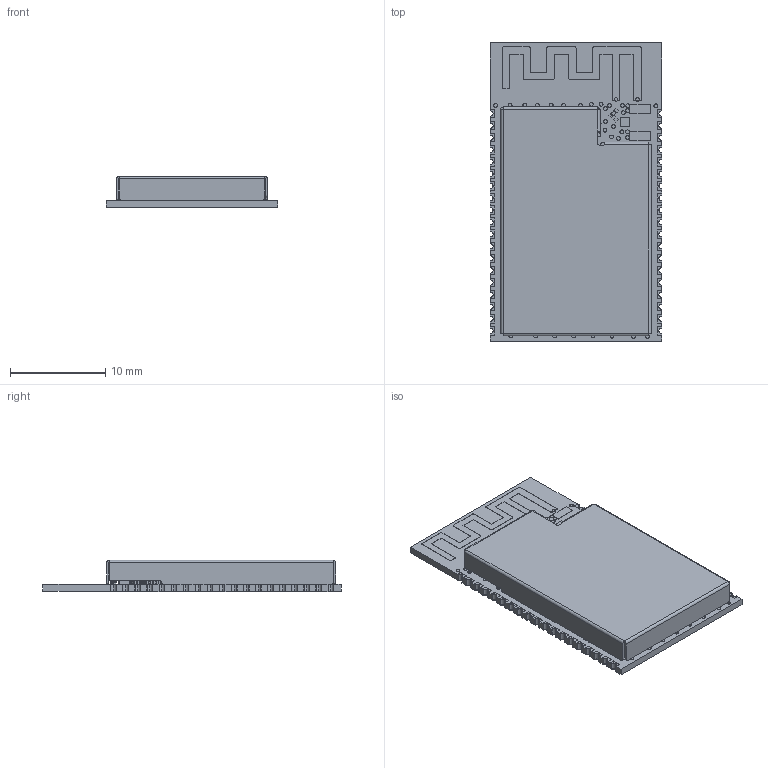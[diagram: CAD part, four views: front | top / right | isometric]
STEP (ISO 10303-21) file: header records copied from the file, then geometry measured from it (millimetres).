
FILE_DESCRIPTION (( 'STEP AP214' ), '1' );
FILE_NAME ('ESP32-WROVER-E.STEP', '2021-03-03T11:34:29', ( 'madcow' ), ( 'Microsoft' ), 'SwSTEP 2.0', 'SolidWorks 2019', '' );
FILE_SCHEMA (( 'AUTOMOTIVE_DESIGN' ));
Length unit declared in the file: millimetre
Products named in the file (718): uid__1-651^DesignRootModel_PCB_ESP32-WROVER-E_V1(2)_PCB_ESP32-WROVER-E_V1; SOIC8_208_20210301.STEP^SOIC8_208_20210301.STEP_Submodel-SOIC08-WN_part_DesignRootModel_PCB_ESP32-WROVER-E_V1(2)_PCB_ESP32-WROVER-E_V1; uid__4-95^DesignRootModel_PCB_ESP32-WROVER-E_V1(2)_PCB_ESP32-WROVER-E_V1; uid__4-176^DesignRootModel_PCB_ESP32-WROVER-E_V1(2)_PCB_ESP32-WROVER-E_V1; uid__1-327^DesignRootModel_PCB_ESP32-WROVER-E_V1(2)_PCB_ESP32-WROVER-E_V1; uid__1-422^DesignRootModel_PCB_ESP32-WROVER-E_V1(2)_PCB_ESP32-WROVER-E_V1; uid__1-503^DesignRootModel_PCB_ESP32-WROVER-E_V1(2)_PCB_ESP32-WROVER-E_V1; uid__1-584^DesignRootModel_PCB_ESP32-WROVER-E_V1(2)_PCB_ESP32-WROVER-E_V1; uid__1-665^DesignRootModel_PCB_ESP32-WROVER-E_V1(2)_PCB_ESP32-WROVER-E_V1; Submodel-C0201_part^DesignRootModel_PCB_ESP32-WROVER-E_V1(2)_PCB_ESP32-WROVER-E_V1; uid__4-28^DesignRootModel_PCB_ESP32-WROVER-E_V1(2)_PCB_ESP32-WROVER-E_V1; uid__4-109^DesignRootModel_PCB_ESP32-WROVER-E_V1(2)_PCB_ESP32-WROVER-E_V1; uid__4-190^DesignRootModel_PCB_ESP32-WROVER-E_V1(2)_PCB_ESP32-WROVER-E_V1; uid__1-341^DesignRootModel_PCB_ESP32-WROVER-E_V1(2)_PCB_ESP32-WROVER-E_V1; uid__1-436^DesignRootModel_PCB_ESP32-WROVER-E_V1(2)_PCB_ESP32-WROVER-E_V1; uid__1-517^DesignRootModel_PCB_ESP32-WROVER-E_V1(2)_PCB_ESP32-WROVER-E_V1; uid__1-598^DesignRootModel_PCB_ESP32-WROVER-E_V1(2)_PCB_ESP32-WROVER-E_V1; uid__1-679^DesignRootModel_PCB_ESP32-WROVER-E_V1(2)_PCB_ESP32-WROVER-E_V1; uid__4-42^DesignRootModel_PCB_ESP32-WROVER-E_V1(2)_PCB_ESP32-WROVER-E_V1; uid__4-123^DesignRootModel_PCB_ESP32-WROVER-E_V1(2)_PCB_ESP32-WROVER-E_V1; uid__4-218^DesignRootModel_PCB_ESP32-WROVER-E_V1(2)_PCB_ESP32-WROVER-E_V1; uid__4-204^DesignRootModel_PCB_ESP32-WROVER-E_V1(2)_PCB_ESP32-WROVER-E_V1; uid__1-355^DesignRootModel_PCB_ESP32-WROVER-E_V1(2)_PCB_ESP32-WROVER-E_V1; uid__1-450^DesignRootModel_PCB_ESP32-WROVER-E_V1(2)_PCB_ESP32-WROVER-E_V1; uid__1-531^DesignRootModel_PCB_ESP32-WROVER-E_V1(2)_PCB_ESP32-WROVER-E_V1; uid__1-612^DesignRootModel_PCB_ESP32-WROVER-E_V1(2)_PCB_ESP32-WROVER-E_V1; ESP32-WROVER_shielding_case_20210303; Submodel-QFN48EB_0P35_5_part^DesignRootModel_PCB_ESP32-WROVER-E_V1(2)_PCB_ESP32-WROVER-E_V1; uid__4-56^DesignRootModel_PCB_ESP32-WROVER-E_V1(2)_PCB_ESP32-WROVER-E_V1; uid__4-137^DesignRootModel_PCB_ESP32-WROVER-E_V1(2)_PCB_ESP32-WROVER-E_V1; uid__4-232^DesignRootModel_PCB_ESP32-WROVER-E_V1(2)_PCB_ESP32-WROVER-E_V1; uid__1-383^DesignRootModel_PCB_ESP32-WROVER-E_V1(2)_PCB_ESP32-WROVER-E_V1; uid__1-369^DesignRootModel_PCB_ESP32-WROVER-E_V1(2)_PCB_ESP32-WROVER-E_V1; uid__1-464^DesignRootModel_PCB_ESP32-WROVER-E_V1(2)_PCB_ESP32-WROVER-E_V1; uid__1-545^DesignRootModel_PCB_ESP32-WROVER-E_V1(2)_PCB_ESP32-WROVER-E_V1; uid__1-626^DesignRootModel_PCB_ESP32-WROVER-E_V1(2)_PCB_ESP32-WROVER-E_V1; Submodel-R0201_part^DesignRootModel_PCB_ESP32-WROVER-E_V1(2)_PCB_ESP32-WROVER-E_V1; uid__4-70^DesignRootModel_PCB_ESP32-WROVER-E_V1(2)_PCB_ESP32-WROVER-E_V1; uid__4-151^DesignRootModel_PCB_ESP32-WROVER-E_V1(2)_PCB_ESP32-WROVER-E_V1; uid__4-246^DesignRootModel_PCB_ESP32-WROVER-E_V1(2)_PCB_ESP32-WROVER-E_V1 ...
Assembly tree (777 placements, depth 6):
  ESP32-WROVER-E
    PCB_ESP32-WROVER-E_V1(2)^PCB_ESP32-WROVER-E_V1
      DesignRootModel^PCB_ESP32-WROVER-E_V1(2)_PCB_ESP32-WROVER-E_V1
        Submodel-C0201_part^DesignRootModel_PCB_ESP32-WROVER-E_V1(2)_PCB_ESP32-WROVER-E_V1
          C0201_20210301.STEP^Submodel-C0201_part_DesignRootModel_PCB_ESP32-WROVER-E_V1(2)_PCB_ESP32-WROVER-E_V1
            C0201_20210301.STEP^C0201_20210301.STEP_Submodel-C0201_part_DesignRootModel_PCB_ESP32-WROVER-E_V1(2)_PCB_ESP32-WROVER-E_V1
        Submodel-C0201_part^DesignRootModel_PCB_ESP32-WROVER-E_V1(2)_PCB_ESP32-WROVER-E_V1
          C0201_20210301.STEP^Submodel-C0201_part_DesignRootModel_PCB_ESP32-WROVER-E_V1(2)_PCB_ESP32-WROVER-E_V1
            C0201_20210301.STEP^C0201_20210301.STEP_Submodel-C0201_part_DesignRootModel_PCB_ESP32-WROVER-E_V1(2)_PCB_ESP32-WROVER-E_V1
        Submodel-C0201_part^DesignRootModel_PCB_ESP32-WROVER-E_V1(2)_PCB_ESP32-WROVER-E_V1
          C0201_20210301.STEP^Submodel-C0201_part_DesignRootModel_PCB_ESP32-WROVER-E_V1(2)_PCB_ESP32-WROVER-E_V1
            C0201_20210301.STEP^C0201_20210301.STEP_Submodel-C0201_part_DesignRootModel_PCB_ESP32-WROVER-E_V1(2)_PCB_ESP32-WROVER-E_V1
        Submodel-C0201_part^DesignRootModel_PCB_ESP32-WROVER-E_V1(2)_PCB_ESP32-WROVER-E_V1
          C0201_20210301.STEP^Submodel-C0201_part_DesignRootModel_PCB_ESP32-WROVER-E_V1(2)_PCB_ESP32-WROVER-E_V1
            C0201_20210301.STEP^C0201_20210301.STEP_Submodel-C0201_part_DesignRootModel_PCB_ESP32-WROVER-E_V1(2)_PCB_ESP32-WROVER-E_V1
        Submodel-C0201_part^DesignRootModel_PCB_ESP32-WROVER-E_V1(2)_PCB_ESP32-WROVER-E_V1
          C0201_20210301.STEP^Submodel-C0201_part_DesignRootModel_PCB_ESP32-WROVER-E_V1(2)_PCB_ESP32-WROVER-E_V1
            C0201_20210301.STEP^C0201_20210301.STEP_Submodel-C0201_part_DesignRootModel_PCB_ESP32-WROVER-E_V1(2)_PCB_ESP32-WROVER-E_V1
        Submodel-C0201_part^DesignRootModel_PCB_ESP32-WROVER-E_V1(2)_PCB_ESP32-WROVER-E_V1
          C0201_20210301.STEP^Submodel-C0201_part_DesignRootModel_PCB_ESP32-WROVER-E_V1(2)_PCB_ESP32-WROVER-E_V1
            C0201_20210301.STEP^C0201_20210301.STEP_Submodel-C0201_part_DesignRootModel_PCB_ESP32-WROVER-E_V1(2)_PCB_ESP32-WROVER-E_V1
        Submodel-C0201_part^DesignRootModel_PCB_ESP32-WROVER-E_V1(2)_PCB_ESP32-WROVER-E_V1
          C0201_20210301.STEP^Submodel-C0201_part_DesignRootModel_PCB_ESP32-WROVER-E_V1(2)_PCB_ESP32-WROVER-E_V1
            C0201_20210301.STEP^C0201_20210301.STEP_Submodel-C0201_part_DesignRootModel_PCB_ESP32-WROVER-E_V1(2)_PCB_ESP32-WROVER-E_V1
        Submodel-C0201_part^DesignRootModel_PCB_ESP32-WROVER-E_V1(2)_PCB_ESP32-WROVER-E_V1
          C0201_20210301.STEP^Submodel-C0201_part_DesignRootModel_PCB_ESP32-WROVER-E_V1(2)_PCB_ESP32-WROVER-E_V1
            C0201_20210301.STEP^C0201_20210301.STEP_Submodel-C0201_part_DesignRootModel_PCB_ESP32-WROVER-E_V1(2)_PCB_ESP32-WROVER-E_V1
        Submodel-C0201_part^DesignRootModel_PCB_ESP32-WROVER-E_V1(2)_PCB_ESP32-WROVER-E_V1
          C0201_20210301.STEP^Submodel-C0201_part_DesignRootModel_PCB_ESP32-WROVER-E_V1(2)_PCB_ESP32-WROVER-E_V1
            C0201_20210301.STEP^C0201_20210301.STEP_Submodel-C0201_part_DesignRootModel_PCB_ESP32-WROVER-E_V1(2)_PCB_ESP32-WROVER-E_V1
        Submodel-C0201_part^DesignRootModel_PCB_ESP32-WROVER-E_V1(2)_PCB_ESP32-WROVER-E_V1
          C0201_20210301.STEP^Submodel-C0201_part_DesignRootModel_PCB_ESP32-WROVER-E_V1(2)_PCB_ESP32-WROVER-E_V1
            C0201_20210301.STEP^C0201_20210301.STEP_Submodel-C0201_part_DesignRootModel_PCB_ESP32-WROVER-E_V1(2)_PCB_ESP32-WROVER-E_V1
        Submodel-C0201_part^DesignRootModel_PCB_ESP32-WROVER-E_V1(2)_PCB_ESP32-WROVER-E_V1
          C0201_20210301.STEP^Submodel-C0201_part_DesignRootModel_PCB_ESP32-WROVER-E_V1(2)_PCB_ESP32-WROVER-E_V1
            C0201_20210301.STEP^C0201_20210301.STEP_Submodel-C0201_part_DesignRootModel_PCB_ESP32-WROVER-E_V1(2)_PCB_ESP32-WROVER-E_V1
        Submodel-C0201_part^DesignRootModel_PCB_ESP32-WROVER-E_V1(2)_PCB_ESP32-WROVER-E_V1
          C0201_20210301.STEP^Submodel-C0201_part_DesignRootModel_PCB_ESP32-WROVER-E_V1(2)_PCB_ESP32-WROVER-E_V1
            C0201_20210301.STEP^C0201_20210301.STEP_Submodel-C0201_part_DesignRootModel_PCB_ESP32-WROVER-E_V1(2)_PCB_ESP32-WROVER-E_V1
        Submodel-C0201_part^DesignRootModel_PCB_ESP32-WROVER-E_V1(2)_PCB_ESP32-WROVER-E_V1
          C0201_20210301.STEP^Submodel-C0201_part_DesignRootModel_PCB_ESP32-WROVER-E_V1(2)_PCB_ESP32-WROVER-E_V1
            C0201_20210301.STEP^C0201_20210301.STEP_Submodel-C0201_part_DesignRootModel_PCB_ESP32-WROVER-E_V1(2)_PCB_ESP32-WROVER-E_V1
        Submodel-C0201_part^DesignRootModel_PCB_ESP32-WROVER-E_V1(2)_PCB_ESP32-WROVER-E_V1
          C0201_20210301.STEP^Submodel-C0201_part_DesignRootModel_PCB_ESP32-WROVER-E_V1(2)_PCB_ESP32-WROVER-E_V1
            C0201_20210301.STEP^C0201_20210301.STEP_Submodel-C0201_part_DesignRootModel_PCB_ESP32-WROVER-E_V1(2)_PCB_ESP32-WROVER-E_V1
        Submodel-SOD882_part^DesignRootModel_PCB_ESP32-WROVER-E_V1(2)_PCB_ESP32-WROVER-E_V1
          DFN1006.STEP^Submodel-SOD882_part_DesignRootModel_PCB_ESP32-WROVER-E_V1(2)_PCB_ESP32-WROVER-E_V1
            DFN1006.STEP^DFN1006.STEP_Submodel-SOD882_part_DesignRootModel_PCB_ESP32-WROVER-E_V1(2)_PCB_ESP32-WROVER-E_V1
        Submodel-QFN48EB_0P35_5_part^DesignRootModel_PCB_ESP32-WROVER-E_V1(2)_PCB_ESP32-WROVER-E_V1
          ESP32_5x5_20210301.STEP^Submodel-QFN48EB_0P35_5_part_DesignRootModel_PCB_ESP32-WROVER-E_V1(2)_PCB_ESP32-WROVER-E_V1
            ESP32_5x5_20210301.STEP^ESP32_5x5_20210301.STEP_Submodel-QFN48EB_0P35_5_part_DesignRootModel_PCB_ESP32-WROVER-E_V1(2)_PCB_ESP32-WROVER-E_V1
        Submodel-C0402_part^DesignRootModel_PCB_ESP32-WROVER-E_V1(2)_PCB_ESP32-WROVER-E_V1
          C0402_20210301.STEP^Submodel-C0402_part_DesignRootModel_PCB_ESP32-WROVER-E_V1(2)_PCB_ESP32-WROVER-E_V1
            C0402_20210301.STEP^C0402_20210301.STEP_Submodel-C0402_part_DesignRootModel_PCB_ESP32-WROVER-E_V1(2)_PCB_ESP32-WROVER-E_V1
        Submodel-MINI_ANT_TYPEB_1501846164_part^DesignRootModel_PCB_ESP32-WROVER-E_V1(2)_PCB_ESP32-WROVER-E_V1
          trace_1^Submodel-MINI_ANT_TYPEB_1501846164_part_DesignRootModel_PCB_ESP32-WROVER-E_V1(2)_PCB_ESP32-WROVER-E_V1
        Submodel-3225_part^DesignRootModel_PCB_ESP32-WROVER-E_V1(2)_PCB_ESP32-WROVER-E_V1
          XTAL3225_20210301.STEP^Submodel-3225_part_DesignRootModel_PCB_ESP32-WROVER-E_V1(2)_PCB_ESP32-WROVER-E_V1
            XTAL3225_20210301.STEP^XTAL3225_20210301.STEP_Submodel-3225_part_DesignRootModel_PCB_ESP32-WROVER-E_V1(2)_PCB_ESP32-WROVER-E_V1
        Submodel-R0201A_part^DesignRootModel_PCB_ESP32-WROVER-E_V1(2)_PCB_ESP32-WROVER-E_V1
Bounding box: 18 x 31.4 x 3.3 mm (x, y, z)
Volume: 613.8 mm3; surface area: 3082.5 mm2
Topology: 757 solids, 758 shells, 6201 faces, 13420 edges, 8666 vertices
Faces by surface type: plane 4121, cylinder 1852, sphere 154, bspline 70, torus 4
Entity records: 162060 total; most frequent: CARTESIAN_POINT 27228, DIRECTION 23653, ORIENTED_EDGE 19648, EDGE_CURVE 9824, AXIS2_PLACEMENT_3D 8473, VECTOR 6707, LINE 6707, VERTEX_POINT 6490
